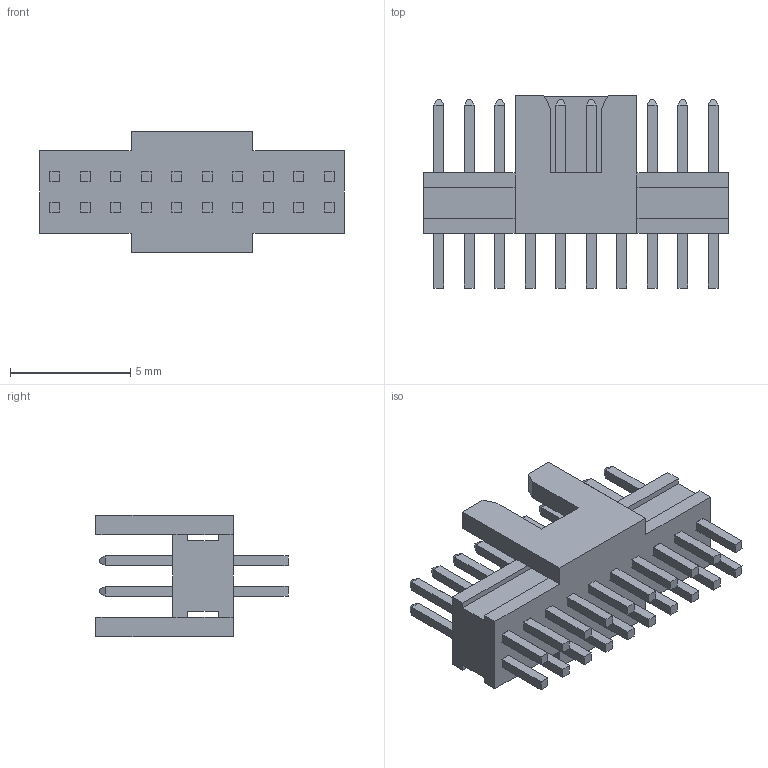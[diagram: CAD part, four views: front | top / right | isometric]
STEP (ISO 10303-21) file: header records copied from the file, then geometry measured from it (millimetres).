
FILE_DESCRIPTION(/* description */ ('STEP AP214'),/* implementation_level */ '2;1');
FILE_NAME(/* name */ 'FTSH-110-01-F-D-K',/* time_stamp */ '2022-09-24T16:38:11+02:00',/* author */ ('License CC BY-ND 4.0'),/* organization */ ('CADENAS'),/* preprocessor_version */ 'ST-DEVELOPER v18.102',/* originating_system */ 'PARTsolutions',/* authorisation */ ' ');
FILE_SCHEMA (('AUTOMOTIVE_DESIGN {1 0 10303 214 3 1 1}'));
Length unit declared in the file: inch
Products named in the file (4): FTSH-110-01-F-D-K; FTSH-110-01-F-D-K_pins2; FTSH-110-01-F-D-K_pins1; FTSH-110-01-F-D-K_body
Assembly tree (3 placements, depth 2):
  FTSH-110-01-F-D-K
    FTSH-110-01-F-D-K_pins2
    FTSH-110-01-F-D-K_pins1
    FTSH-110-01-F-D-K_body
Bounding box: 12.7 x 8 x 5.08 mm (x, y, z)
Volume: 164 mm3; surface area: 635.6 mm2
Topology: 3 solids, 3 shells, 406 faces, 1096 edges, 700 vertices
Faces by surface type: plane 406
Entity records: 12505 total; most frequent: CARTESIAN_POINT 2206, ORIENTED_EDGE 2192, DIRECTION 1916, EDGE_CURVE 1096, LINE 1096, VECTOR 1096, VERTEX_POINT 700, EDGE_LOOP 438
